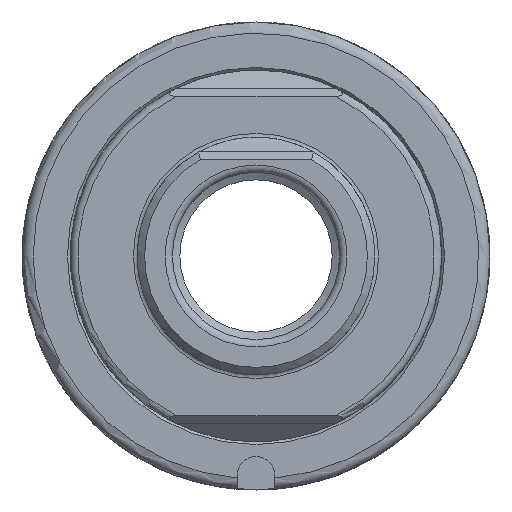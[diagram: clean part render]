
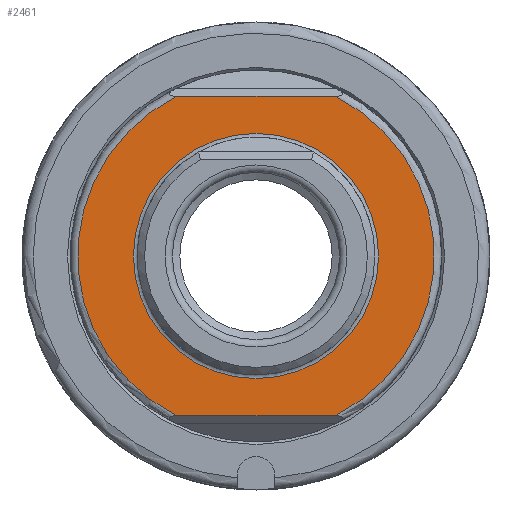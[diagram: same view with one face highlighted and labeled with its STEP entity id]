
A CAD part, left-side view. The second image highlights one B-rep face of the part: STEP entity #2461.
In plain terms, the highlighted planar face has unit normal (-1, 0, 0).
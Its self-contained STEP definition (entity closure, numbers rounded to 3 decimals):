
#251=FACE_BOUND('',#512,.T.);
#269=CIRCLE('',#2691,24.);
#270=CIRCLE('',#2692,24.);
#271=CIRCLE('',#2693,16.5);
#361=FACE_OUTER_BOUND('',#511,.T.);
#511=EDGE_LOOP('',(#1669,#1670,#1671,#1672));
#512=EDGE_LOOP('',(#1673));
#663=LINE('',#3427,#815);
#665=LINE('',#3448,#817);
#815=VECTOR('',#2905,10.);
#817=VECTOR('',#2911,10.);
#996=VERTEX_POINT('',#3411);
#997=VERTEX_POINT('',#3426);
#999=VERTEX_POINT('',#3445);
#1000=VERTEX_POINT('',#3447);
#1001=VERTEX_POINT('',#3450);
#1253=EDGE_CURVE('',#996,#997,#663,.T.);
#1256=EDGE_CURVE('',#999,#996,#269,.T.);
#1257=EDGE_CURVE('',#1000,#999,#665,.T.);
#1258=EDGE_CURVE('',#997,#1000,#270,.T.);
#1259=EDGE_CURVE('',#1001,#1001,#271,.T.);
#1669=ORIENTED_EDGE('',*,*,#1253,.F.);
#1670=ORIENTED_EDGE('',*,*,#1256,.F.);
#1671=ORIENTED_EDGE('',*,*,#1257,.F.);
#1672=ORIENTED_EDGE('',*,*,#1258,.F.);
#1673=ORIENTED_EDGE('',*,*,#1259,.T.);
#2405=PLANE('',#2690);
#2461=ADVANCED_FACE('',(#361,#251),#2405,.T.);
#2690=AXIS2_PLACEMENT_3D('',#3444,#2907,#2908);
#2691=AXIS2_PLACEMENT_3D('',#3446,#2909,#2910);
#2692=AXIS2_PLACEMENT_3D('',#3449,#2912,#2913);
#2693=AXIS2_PLACEMENT_3D('',#3451,#2914,#2915);
#2905=DIRECTION('',(0.,1.,0.));
#2907=DIRECTION('center_axis',(-1.,0.,0.));
#2908=DIRECTION('ref_axis',(0.,0.,1.));
#2909=DIRECTION('center_axis',(1.,0.,0.));
#2910=DIRECTION('ref_axis',(0.,-1.,0.));
#2911=DIRECTION('',(0.,-1.,0.));
#2912=DIRECTION('center_axis',(1.,0.,0.));
#2913=DIRECTION('ref_axis',(0.,-1.,0.));
#2914=DIRECTION('center_axis',(1.,0.,0.));
#2915=DIRECTION('ref_axis',(0.,0.,-1.));
#3411=CARTESIAN_POINT('',(100.,-10.665,-21.5));
#3426=CARTESIAN_POINT('',(100.,10.665,-21.5));
#3427=CARTESIAN_POINT('',(100.,12.5,-21.5));
#3444=CARTESIAN_POINT('Origin',(100.,25.,0.));
#3445=CARTESIAN_POINT('',(100.,-10.665,21.5));
#3446=CARTESIAN_POINT('Origin',(100.,0.,0.));
#3447=CARTESIAN_POINT('',(100.,10.665,21.5));
#3448=CARTESIAN_POINT('',(100.,12.5,21.5));
#3449=CARTESIAN_POINT('Origin',(100.,0.,0.));
#3450=CARTESIAN_POINT('',(100.,0.,16.5));
#3451=CARTESIAN_POINT('Origin',(100.,0.,0.));
